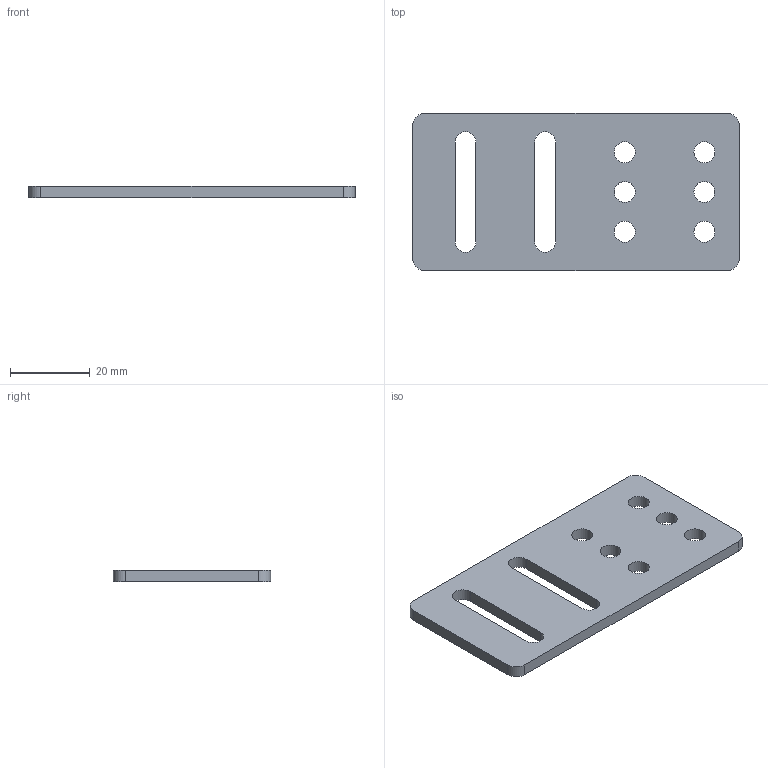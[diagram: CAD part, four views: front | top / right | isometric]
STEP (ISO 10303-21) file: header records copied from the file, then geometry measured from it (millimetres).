
FILE_DESCRIPTION(/* description */ (''),/* implementation_level */ '2;1');
FILE_NAME(/* name */ 'Motedis idler plate.stp',/* time_stamp */ '2016-07-29T16:27:24+02:00',/* author */ ('Gebruiker'),/* organization */ (''),/* preprocessor_version */ 'ST-DEVELOPER v16.1',/* originating_system */ 'Autodesk Inventor 2016',/* authorisation */ '');
FILE_SCHEMA (('AUTOMOTIVE_DESIGN { 1 0 10303 214 3 1 1 }'));
Length unit declared in the file: millimetre
Products named in the file (1): Motedis idler plate
Bounding box: 82 x 39.5 x 3 mm (x, y, z)
Volume: 8386.8 mm3; surface area: 7000.6 mm2
Topology: 1 solids, 1 shells, 24 faces, 66 edges, 44 vertices
Faces by surface type: cylinder 14, plane 10
Full cylindrical faces by diameter (mm): 5.25 x6
Entity records: 804 total; most frequent: DIRECTION 138, CARTESIAN_POINT 129, ORIENTED_EDGE 120, EDGE_CURVE 60, AXIS2_PLACEMENT_3D 53, EDGE_LOOP 46, VERTEX_POINT 44, LINE 32
